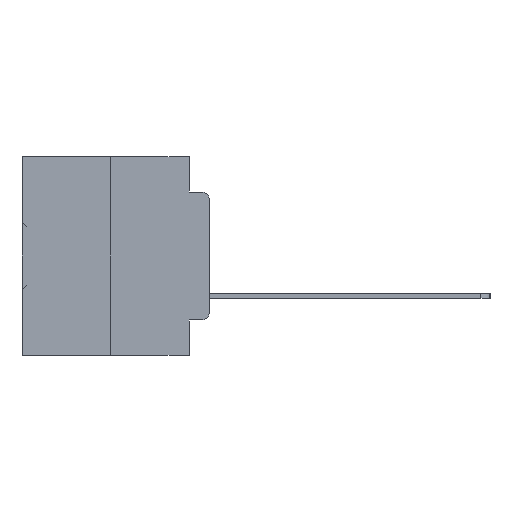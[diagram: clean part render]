
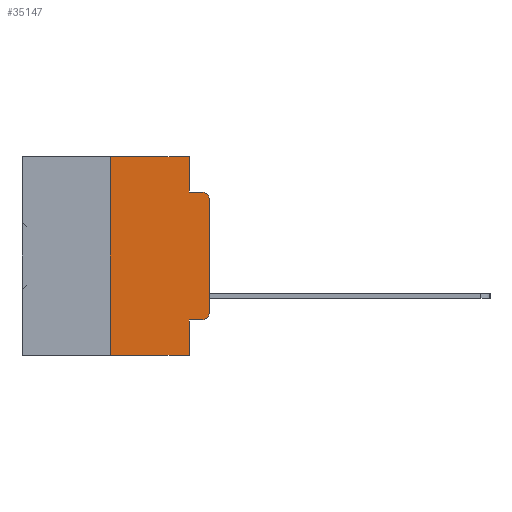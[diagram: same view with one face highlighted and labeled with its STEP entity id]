
A CAD part, left-side view. The second image highlights one B-rep face of the part: STEP entity #35147.
In plain terms, the highlighted planar face has unit normal (-1, 0, 0).
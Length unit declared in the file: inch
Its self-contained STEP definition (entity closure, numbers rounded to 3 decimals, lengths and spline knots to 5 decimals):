
#87 = CARTESIAN_POINT ( 'NONE',  ( 0., 0., 0. ) ) ;
#439 = DIRECTION ( 'NONE',  ( 0., -1., 0. ) ) ;
#446 = EDGE_CURVE ( 'NONE', #20603, #32567, #25635, .T. ) ;
#505 = EDGE_CURVE ( 'NONE', #8732, #36641, #8336, .T. ) ;
#590 = CARTESIAN_POINT ( 'NONE',  ( 0., 0.02, -0.3915 ) ) ;
#1122 = VECTOR ( 'NONE', #3067, 39.37008 ) ;
#1524 = DIRECTION ( 'NONE',  ( 0., 0., -1. ) ) ;
#1582 = VECTOR ( 'NONE', #35262, 39.37008 ) ;
#1737 = DIRECTION ( 'NONE',  ( -1., 0., 0. ) ) ;
#1781 = CARTESIAN_POINT ( 'NONE',  ( 0., 0.02, -0.1085 ) ) ;
#1952 = CARTESIAN_POINT ( 'NONE',  ( 0., 0.473, 0. ) ) ;
#2318 = VECTOR ( 'NONE', #2350, 39.37008 ) ;
#2350 = DIRECTION ( 'NONE',  ( 0., -1., 0. ) ) ;
#2752 = ORIENTED_EDGE ( 'NONE', *, *, #12841, .F. ) ;
#3005 = CARTESIAN_POINT ( 'NONE',  ( 0., 0.051, 0. ) ) ;
#3067 = DIRECTION ( 'NONE',  ( 0., 0., 1. ) ) ;
#3536 = CARTESIAN_POINT ( 'NONE',  ( 0., 0.051, -0.0885 ) ) ;
#3593 = DIRECTION ( 'NONE',  ( 0., 0., -1. ) ) ;
#3786 = CARTESIAN_POINT ( 'NONE',  ( 0., 0.02, -0.0885 ) ) ;
#3863 = CARTESIAN_POINT ( 'NONE',  ( 0., 0.473, -0.5 ) ) ;
#3905 = AXIS2_PLACEMENT_3D ( 'NONE', #590, #21150, #3593 ) ;
#4147 = VECTOR ( 'NONE', #12172, 39.37008 ) ;
#4784 = VERTEX_POINT ( 'NONE', #32061 ) ;
#4922 = PLANE ( 'NONE',  #16871 ) ;
#5469 = ORIENTED_EDGE ( 'NONE', *, *, #37651, .F. ) ;
#7880 = DIRECTION ( 'NONE',  ( 0., 0., -1. ) ) ;
#8336 = CIRCLE ( 'NONE', #21637, 0.02 ) ;
#8732 = VERTEX_POINT ( 'NONE', #14873 ) ;
#9275 = VECTOR ( 'NONE', #17525, 39.37008 ) ;
#9820 = LINE ( 'NONE', #15200, #24353 ) ;
#10078 = DIRECTION ( 'NONE',  ( 0., -1., 0. ) ) ;
#10256 = EDGE_LOOP ( 'NONE', ( #17951, #34998, #2752, #26050, #21100, #33245, #26014, #5469, #25577, #11078 ) ) ;
#10425 = CARTESIAN_POINT ( 'NONE',  ( 0., 0.25, 0. ) ) ;
#10782 = DIRECTION ( 'NONE',  ( 1., 0., 0. ) ) ;
#11078 = ORIENTED_EDGE ( 'NONE', *, *, #28137, .T. ) ;
#12046 = CIRCLE ( 'NONE', #3905, 0.02 ) ;
#12172 = DIRECTION ( 'NONE',  ( 0., 0., -1. ) ) ;
#12841 = EDGE_CURVE ( 'NONE', #14788, #36641, #9820, .T. ) ;
#14614 = CARTESIAN_POINT ( 'NONE',  ( 0., 0.051, 0. ) ) ;
#14788 = VERTEX_POINT ( 'NONE', #3536 ) ;
#14873 = CARTESIAN_POINT ( 'NONE',  ( 0., 0., -0.1085 ) ) ;
#15200 = CARTESIAN_POINT ( 'NONE',  ( 0., 0.051, -0.0885 ) ) ;
#15757 = VECTOR ( 'NONE', #10078, 39.37008 ) ;
#15976 = CARTESIAN_POINT ( 'NONE',  ( 0., 0.473, 0. ) ) ;
#16667 = LINE ( 'NONE', #15976, #15757 ) ;
#16819 = CARTESIAN_POINT ( 'NONE',  ( 0., 0.02, -0.4115 ) ) ;
#16871 = AXIS2_PLACEMENT_3D ( 'NONE', #1952, #10782, #7880 ) ;
#16917 = FACE_OUTER_BOUND ( 'NONE', #10256, .T. ) ;
#17295 = LINE ( 'NONE', #32392, #1582 ) ;
#17525 = DIRECTION ( 'NONE',  ( 0., 0., -1. ) ) ;
#17951 = ORIENTED_EDGE ( 'NONE', *, *, #35948, .T. ) ;
#19887 = EDGE_CURVE ( 'NONE', #20603, #31693, #17295, .T. ) ;
#20245 = VECTOR ( 'NONE', #35006, 39.37008 ) ;
#20335 = CARTESIAN_POINT ( 'NONE',  ( 0., 0.051, -0.4115 ) ) ;
#20603 = VERTEX_POINT ( 'NONE', #36180 ) ;
#21018 = CARTESIAN_POINT ( 'NONE',  ( 0., 0.051, -0.5 ) ) ;
#21100 = ORIENTED_EDGE ( 'NONE', *, *, #21867, .F. ) ;
#21150 = DIRECTION ( 'NONE',  ( -1., 0., 0. ) ) ;
#21637 = AXIS2_PLACEMENT_3D ( 'NONE', #1781, #1737, #1524 ) ;
#21867 = EDGE_CURVE ( 'NONE', #31693, #27395, #16667, .T. ) ;
#22961 = LINE ( 'NONE', #29270, #20245 ) ;
#24353 = VECTOR ( 'NONE', #439, 39.37008 ) ;
#24481 = LINE ( 'NONE', #87, #1122 ) ;
#25577 = ORIENTED_EDGE ( 'NONE', *, *, #32001, .T. ) ;
#25635 = LINE ( 'NONE', #3863, #2318 ) ;
#26014 = ORIENTED_EDGE ( 'NONE', *, *, #446, .T. ) ;
#26050 = ORIENTED_EDGE ( 'NONE', *, *, #28077, .F. ) ;
#26553 = CARTESIAN_POINT ( 'NONE',  ( 0., 0.051, 0. ) ) ;
#27395 = VERTEX_POINT ( 'NONE', #3005 ) ;
#28077 = EDGE_CURVE ( 'NONE', #27395, #14788, #35028, .T. ) ;
#28137 = EDGE_CURVE ( 'NONE', #31805, #4784, #12046, .T. ) ;
#29270 = CARTESIAN_POINT ( 'NONE',  ( 0., 0.051, -0.4115 ) ) ;
#31693 = VERTEX_POINT ( 'NONE', #10425 ) ;
#31805 = VERTEX_POINT ( 'NONE', #16819 ) ;
#32001 = EDGE_CURVE ( 'NONE', #32962, #31805, #22961, .T. ) ;
#32061 = CARTESIAN_POINT ( 'NONE',  ( 0., 0., -0.3915 ) ) ;
#32364 = LINE ( 'NONE', #14614, #9275 ) ;
#32392 = CARTESIAN_POINT ( 'NONE',  ( 0., 0.25, 0. ) ) ;
#32567 = VERTEX_POINT ( 'NONE', #21018 ) ;
#32962 = VERTEX_POINT ( 'NONE', #20335 ) ;
#33245 = ORIENTED_EDGE ( 'NONE', *, *, #19887, .F. ) ;
#34998 = ORIENTED_EDGE ( 'NONE', *, *, #505, .T. ) ;
#35006 = DIRECTION ( 'NONE',  ( 0., -1., 0. ) ) ;
#35028 = LINE ( 'NONE', #26553, #4147 ) ;
#35147 = ADVANCED_FACE ( 'NONE', ( #16917 ), #4922, .F. ) ;
#35262 = DIRECTION ( 'NONE',  ( 0., 0., 1. ) ) ;
#35948 = EDGE_CURVE ( 'NONE', #4784, #8732, #24481, .T. ) ;
#36180 = CARTESIAN_POINT ( 'NONE',  ( 0., 0.25, -0.5 ) ) ;
#36641 = VERTEX_POINT ( 'NONE', #3786 ) ;
#37651 = EDGE_CURVE ( 'NONE', #32962, #32567, #32364, .T. ) ;
